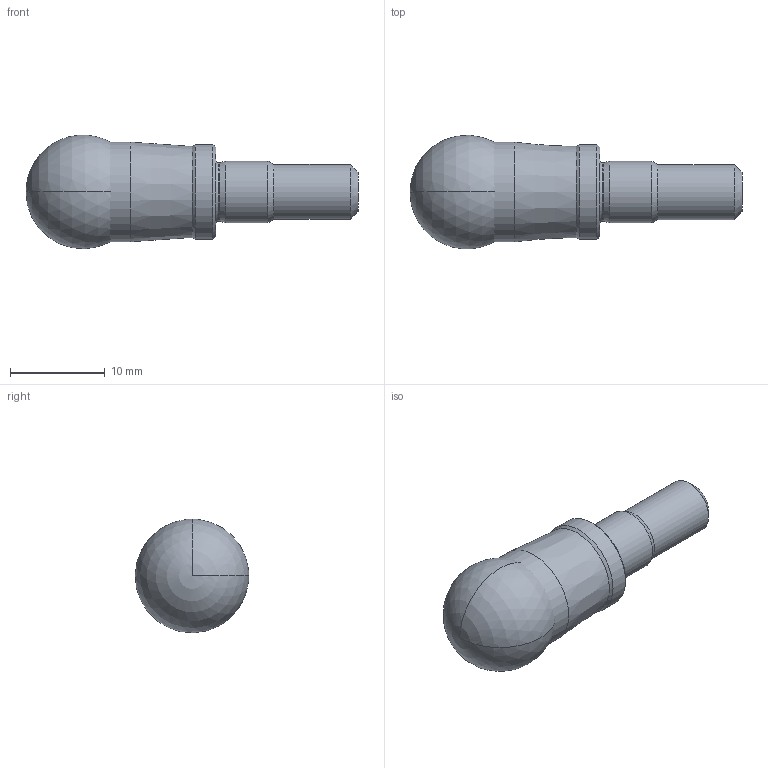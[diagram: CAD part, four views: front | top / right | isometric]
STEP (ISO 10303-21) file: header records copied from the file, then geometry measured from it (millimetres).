
FILE_DESCRIPTION(/* description */ (''),/* implementation_level */ '2;1');
FILE_NAME(/* name */ 'APMR-BNM12-D12-M06-L20.stp',/* time_stamp */ '2023-09-29T19:53:06+03:00',/* author */ (''),/* organization */ (''),/* preprocessor_version */ 'ST-DEVELOPER v19.4',/* originating_system */ 'SIEMENS PLM Software NX2306.5001',/* authorisation */ '');
FILE_SCHEMA (('AUTOMOTIVE_DESIGN { 1 0 10303 214 3 1 1 1 }'));
Length unit declared in the file: millimetre
Products named in the file (1): APMR-BNM12-D12-M06-L20-LIGHT_x_t_objects
Bounding box: 35 x 11.97 x 11.97 mm (x, y, z)
Volume: 2710.9 mm3; surface area: 1410.3 mm2
Topology: 2 solids, 2 shells, 20 faces, 39 edges, 21 vertices
Faces by surface type: cone 7, cylinder 5, plane 4, sphere 3, torus 1
Full cylindrical faces by diameter (mm): 5.8 x1, 6.14 x1, 6.5 x1, 10 x1, 10.5 x1
Entity records: 442 total; most frequent: DIRECTION 82, CARTESIAN_POINT 61, ORIENTED_EDGE 42, AXIS2_PLACEMENT_3D 40, EDGE_LOOP 34, FACE_BOUND 28, EDGE_CURVE 21, ADVANCED_FACE 20
